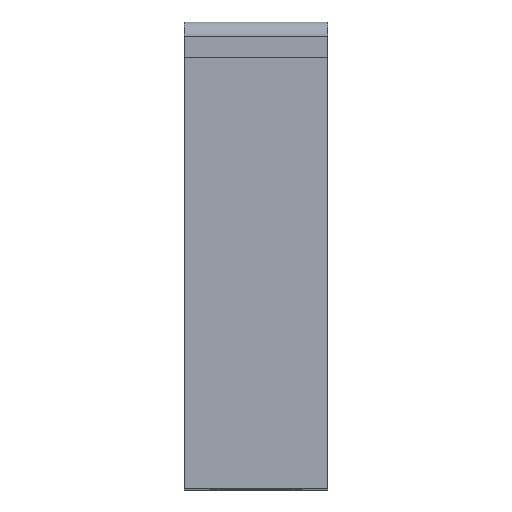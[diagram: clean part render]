
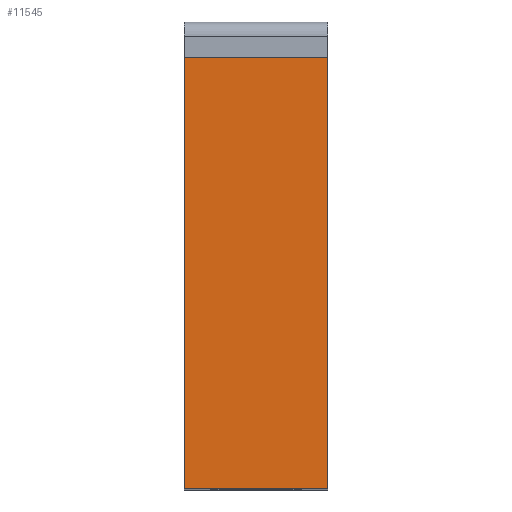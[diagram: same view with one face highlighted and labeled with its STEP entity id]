
A CAD part, top view. The second image highlights one B-rep face of the part: STEP entity #11545.
In plain terms, the highlighted planar face has unit normal (0, 0, 1).
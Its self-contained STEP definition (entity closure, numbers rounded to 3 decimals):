
#490 = VERTEX_POINT ( 'NONE', #9275 ) ;
#683 = EDGE_LOOP ( 'NONE', ( #2706, #11999, #9120, #2201 ) ) ;
#1677 = VECTOR ( 'NONE', #3822, 1000. ) ;
#2131 = EDGE_CURVE ( 'NONE', #8050, #9409, #4863, .T. ) ;
#2156 = LINE ( 'NONE', #2765, #7390 ) ;
#2201 = ORIENTED_EDGE ( 'NONE', *, *, #2669, .T. ) ;
#2319 = CARTESIAN_POINT ( 'NONE',  ( 20., 0., 50. ) ) ;
#2371 = LINE ( 'NONE', #2319, #8056 ) ;
#2669 = EDGE_CURVE ( 'NONE', #490, #7002, #9660, .T. ) ;
#2706 = ORIENTED_EDGE ( 'NONE', *, *, #6616, .T. ) ;
#2765 = CARTESIAN_POINT ( 'NONE',  ( 0., 0., 50. ) ) ;
#3117 = DIRECTION ( 'NONE',  ( -1., 0., 0. ) ) ;
#3822 = DIRECTION ( 'NONE',  ( -1., 0., 0. ) ) ;
#4627 = CARTESIAN_POINT ( 'NONE',  ( 20., 0., 50. ) ) ;
#4794 = CARTESIAN_POINT ( 'NONE',  ( 20., 60., 50. ) ) ;
#4863 = LINE ( 'NONE', #11326, #1677 ) ;
#4966 = CARTESIAN_POINT ( 'NONE',  ( 0., 60., 50. ) ) ;
#5428 = VECTOR ( 'NONE', #3117, 1000. ) ;
#5859 = AXIS2_PLACEMENT_3D ( 'NONE', #4627, #6656, #11323 ) ;
#6616 = EDGE_CURVE ( 'NONE', #7002, #9409, #2156, .T. ) ;
#6655 = DIRECTION ( 'NONE',  ( 0., -1., 0. ) ) ;
#6656 = DIRECTION ( 'NONE',  ( 0., 0., -1. ) ) ;
#6818 = CARTESIAN_POINT ( 'NONE',  ( 0., 0., 50. ) ) ;
#6905 = FACE_OUTER_BOUND ( 'NONE', #683, .T. ) ;
#7002 = VERTEX_POINT ( 'NONE', #4966 ) ;
#7390 = VECTOR ( 'NONE', #6655, 1000. ) ;
#8050 = VERTEX_POINT ( 'NONE', #9514 ) ;
#8056 = VECTOR ( 'NONE', #10002, 1000. ) ;
#8231 = EDGE_CURVE ( 'NONE', #490, #8050, #2371, .T. ) ;
#9120 = ORIENTED_EDGE ( 'NONE', *, *, #8231, .F. ) ;
#9275 = CARTESIAN_POINT ( 'NONE',  ( 20., 60., 50. ) ) ;
#9409 = VERTEX_POINT ( 'NONE', #6818 ) ;
#9514 = CARTESIAN_POINT ( 'NONE',  ( 20., 0., 50. ) ) ;
#9660 = LINE ( 'NONE', #4794, #5428 ) ;
#10002 = DIRECTION ( 'NONE',  ( 0., -1., 0. ) ) ;
#10496 = PLANE ( 'NONE',  #5859 ) ;
#11323 = DIRECTION ( 'NONE',  ( -1., 0., 0. ) ) ;
#11326 = CARTESIAN_POINT ( 'NONE',  ( 20., 0., 50. ) ) ;
#11545 = ADVANCED_FACE ( 'NONE', ( #6905 ), #10496, .F. ) ;
#11999 = ORIENTED_EDGE ( 'NONE', *, *, #2131, .F. ) ;
